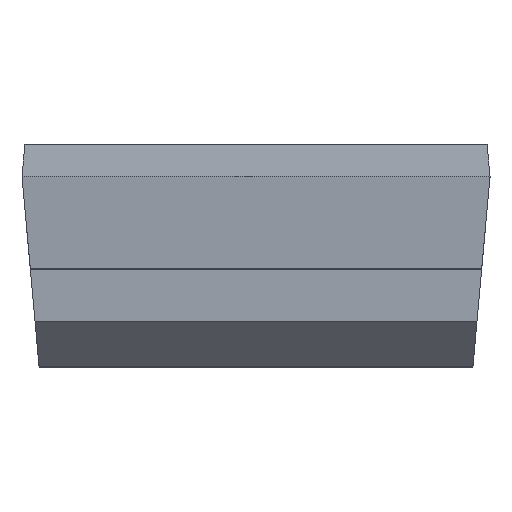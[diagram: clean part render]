
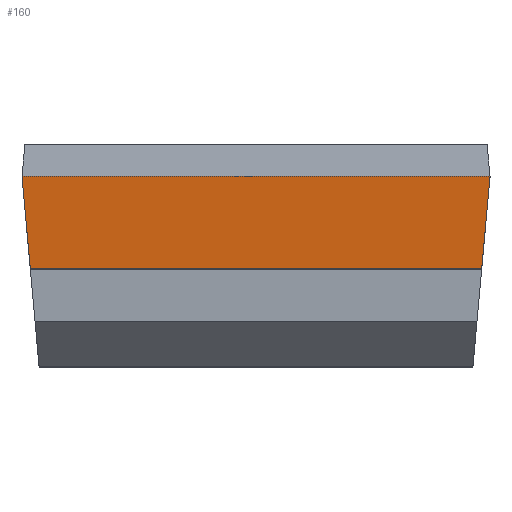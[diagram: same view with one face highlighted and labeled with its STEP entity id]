
A CAD part, top view. The second image highlights one B-rep face of the part: STEP entity #160.
In plain terms, the highlighted planar face has unit normal (0, -0.09, 0.996).
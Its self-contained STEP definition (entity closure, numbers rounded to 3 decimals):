
#160=ADVANCED_FACE('',(#762),#764,.T.);
#762=FACE_BOUND('',#763,.T.);
#763=EDGE_LOOP('',(#1220,#1221,#1222,#1223));
#764=PLANE('',#765);
#765=AXIS2_PLACEMENT_3D('',#766,#767,#768);
#766=CARTESIAN_POINT('',(-4.8,-1.8,18.92));
#767=DIRECTION('',(0.,-0.09,0.996));
#768=DIRECTION('',(1.,0.,0.));
#1220=ORIENTED_EDGE('',*,*,#1542,.T.);
#1221=ORIENTED_EDGE('',*,*,#1559,.T.);
#1222=ORIENTED_EDGE('',*,*,#1553,.F.);
#1223=ORIENTED_EDGE('',*,*,#1561,.F.);
#1542=EDGE_CURVE('',#1726,#1723,#1727,.F.);
#1553=EDGE_CURVE('',#1742,#1745,#1746,.T.);
#1559=EDGE_CURVE('',#1723,#1745,#1755,.T.);
#1561=EDGE_CURVE('',#1726,#1742,#1757,.T.);
#1723=VERTEX_POINT('',#2029);
#1726=VERTEX_POINT('',#2034);
#1727=LINE('',#2035,#2036);
#1742=VERTEX_POINT('',#2069);
#1745=VERTEX_POINT('',#2076);
#1746=LINE('',#2077,#2078);
#1755=LINE('',#2098,#2099);
#1757=LINE('',#2104,#2105);
#2029=CARTESIAN_POINT('',(4.995,0.36,19.115));
#2034=CARTESIAN_POINT('',(-4.995,0.36,19.115));
#2035=CARTESIAN_POINT('',(4.995,0.36,19.115));
#2036=VECTOR('',#2037,1.);
#2037=DIRECTION('',(-1.,0.,0.));
#2069=CARTESIAN_POINT('',(-5.18,2.4,19.3));
#2076=CARTESIAN_POINT('',(5.18,2.4,19.3));
#2077=CARTESIAN_POINT('',(-5.18,2.4,19.3));
#2078=VECTOR('',#2079,1.);
#2079=DIRECTION('',(1.,0.,0.));
#2098=CARTESIAN_POINT('',(4.995,0.36,19.115));
#2099=VECTOR('',#2100,1.);
#2100=DIRECTION('',(0.09,0.992,0.09));
#2104=CARTESIAN_POINT('',(-4.995,0.36,19.115));
#2105=VECTOR('',#2106,1.);
#2106=DIRECTION('',(-0.09,0.992,0.09));
